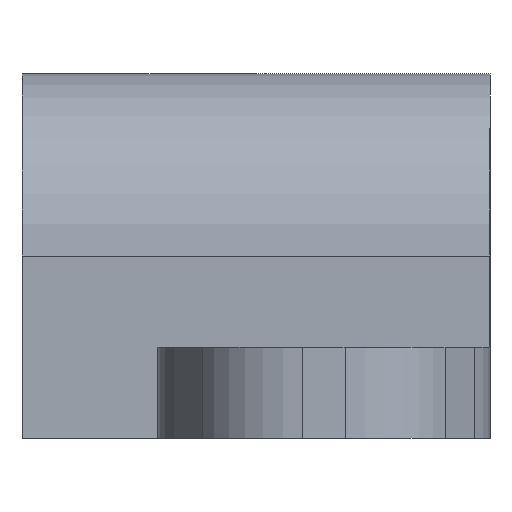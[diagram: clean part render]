
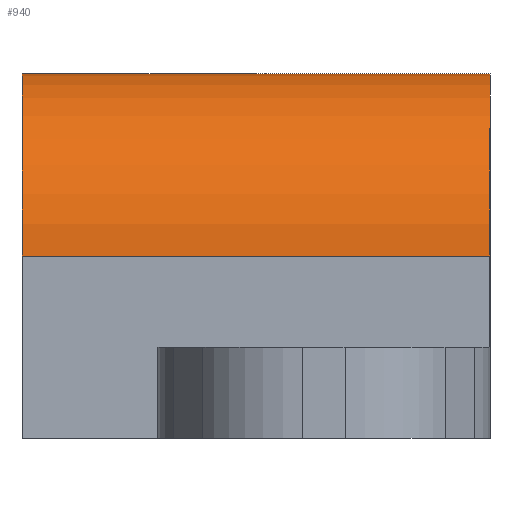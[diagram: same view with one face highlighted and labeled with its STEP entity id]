
A CAD part, left-side view. The second image highlights one B-rep face of the part: STEP entity #940.
In plain terms, the highlighted cylindrical face has radius 6 mm (diameter 12 mm), a partial arc.
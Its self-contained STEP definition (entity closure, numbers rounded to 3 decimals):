
#72=FACE_OUTER_BOUND('',#122,.T.);
#122=EDGE_LOOP('',(#745,#746,#747,#748));
#210=LINE('',#1492,#320);
#211=LINE('',#1495,#321);
#320=VECTOR('',#1210,10.);
#321=VECTOR('',#1213,10.);
#393=CIRCLE('',#1028,6.);
#396=CIRCLE('',#1032,6.);
#453=VERTEX_POINT('',#1470);
#454=VERTEX_POINT('',#1472);
#462=VERTEX_POINT('',#1491);
#463=VERTEX_POINT('',#1493);
#563=EDGE_CURVE('',#454,#453,#393,.T.);
#573=EDGE_CURVE('',#453,#462,#210,.T.);
#574=EDGE_CURVE('',#462,#463,#396,.T.);
#575=EDGE_CURVE('',#463,#454,#211,.T.);
#745=ORIENTED_EDGE('',*,*,#563,.T.);
#746=ORIENTED_EDGE('',*,*,#573,.T.);
#747=ORIENTED_EDGE('',*,*,#574,.T.);
#748=ORIENTED_EDGE('',*,*,#575,.T.);
#916=CYLINDRICAL_SURFACE('',#1031,6.);
#940=ADVANCED_FACE('',(#72),#916,.T.);
#1028=AXIS2_PLACEMENT_3D('',#1473,#1195,#1196);
#1031=AXIS2_PLACEMENT_3D('',#1490,#1208,#1209);
#1032=AXIS2_PLACEMENT_3D('',#1494,#1211,#1212);
#1195=DIRECTION('center_axis',(0.,1.,0.));
#1196=DIRECTION('ref_axis',(-0.707,0.,0.707));
#1208=DIRECTION('center_axis',(0.,-1.,0.));
#1209=DIRECTION('ref_axis',(-0.707,0.,0.707));
#1210=DIRECTION('',(0.,1.,0.));
#1211=DIRECTION('center_axis',(0.,-1.,0.));
#1212=DIRECTION('ref_axis',(-0.707,0.,0.707));
#1213=DIRECTION('',(0.,-1.,0.));
#1470=CARTESIAN_POINT('',(-6.6,-14.9,2.35));
#1472=CARTESIAN_POINT('',(-12.6,-14.9,-3.65));
#1473=CARTESIAN_POINT('Origin',(-6.6,-14.9,-3.65));
#1490=CARTESIAN_POINT('Origin',(-6.6,-3.35,-3.65));
#1491=CARTESIAN_POINT('',(-6.6,0.5,2.35));
#1492=CARTESIAN_POINT('',(-6.6,-3.35,2.35));
#1493=CARTESIAN_POINT('',(-12.6,0.5,-3.65));
#1494=CARTESIAN_POINT('Origin',(-6.6,0.5,-3.65));
#1495=CARTESIAN_POINT('',(-12.6,-3.35,-3.65));
